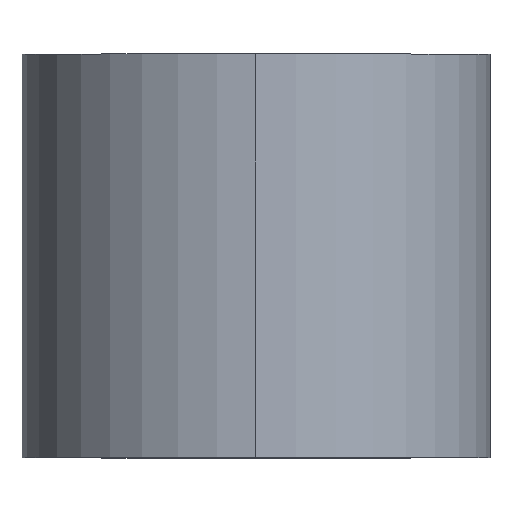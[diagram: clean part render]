
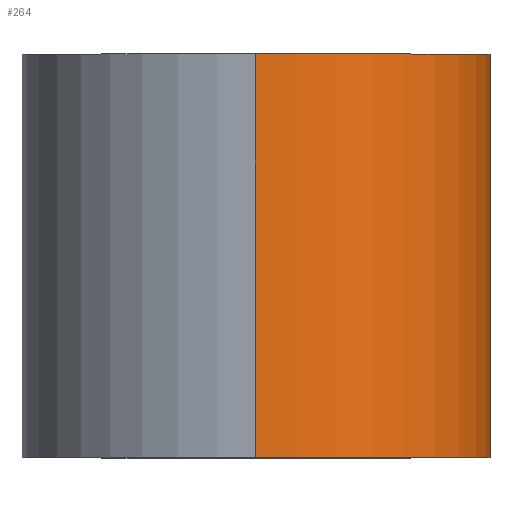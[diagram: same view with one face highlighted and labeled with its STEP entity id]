
A CAD part, top view. The second image highlights one B-rep face of the part: STEP entity #264.
In plain terms, the highlighted cylindrical face has radius 9.525 mm (diameter 19.05 mm), a partial arc.
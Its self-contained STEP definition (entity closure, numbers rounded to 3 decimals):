
#50 = CYLINDRICAL_SURFACE ( 'NONE', #391, 9.525 ) ;
#58 = DIRECTION ( 'NONE',  ( 0., 0., 1. ) ) ;
#59 = EDGE_CURVE ( 'NONE', #105, #320, #327, .T. ) ;
#80 = DIRECTION ( 'NONE',  ( 0., 0., 1. ) ) ;
#103 = ORIENTED_EDGE ( 'NONE', *, *, #59, .T. ) ;
#104 = EDGE_CURVE ( 'NONE', #105, #479, #366, .T. ) ;
#105 = VERTEX_POINT ( 'NONE', #205 ) ;
#109 = ORIENTED_EDGE ( 'NONE', *, *, #146, .T. ) ;
#126 = DIRECTION ( 'NONE',  ( 0., 1., 0. ) ) ;
#130 = ORIENTED_EDGE ( 'NONE', *, *, #195, .F. ) ;
#132 = CARTESIAN_POINT ( 'NONE',  ( 0., 8.204, -9.525 ) ) ;
#138 = ORIENTED_EDGE ( 'NONE', *, *, #104, .F. ) ;
#146 = EDGE_CURVE ( 'NONE', #320, #179, #318, .T. ) ;
#156 = CARTESIAN_POINT ( 'NONE',  ( 0., -8.204, -9.525 ) ) ;
#179 = VERTEX_POINT ( 'NONE', #132 ) ;
#195 = EDGE_CURVE ( 'NONE', #479, #179, #505, .T. ) ;
#205 = CARTESIAN_POINT ( 'NONE',  ( 0., -8.204, 9.525 ) ) ;
#239 = DIRECTION ( 'NONE',  ( 0., 1., 0. ) ) ;
#249 = CARTESIAN_POINT ( 'NONE',  ( 0., -8.204, 9.525 ) ) ;
#251 = DIRECTION ( 'NONE',  ( 0., 1., 0. ) ) ;
#264 = ADVANCED_FACE ( 'NONE', ( #380 ), #50, .T. ) ;
#271 = DIRECTION ( 'NONE',  ( 0., 1., 0. ) ) ;
#275 = CARTESIAN_POINT ( 'NONE',  ( 0., -8.204, 0. ) ) ;
#318 = LINE ( 'NONE', #414, #489 ) ;
#320 = VERTEX_POINT ( 'NONE', #156 ) ;
#322 = EDGE_LOOP ( 'NONE', ( #103, #109, #130, #138 ) ) ;
#327 = CIRCLE ( 'NONE', #496, 9.525 ) ;
#334 = CARTESIAN_POINT ( 'NONE',  ( 0., 8.204, 9.525 ) ) ;
#366 = LINE ( 'NONE', #249, #371 ) ;
#371 = VECTOR ( 'NONE', #239, 1000. ) ;
#380 = FACE_OUTER_BOUND ( 'NONE', #322, .T. ) ;
#391 = AXIS2_PLACEMENT_3D ( 'NONE', #275, #251, #58 ) ;
#401 = DIRECTION ( 'NONE',  ( 0., 0., 1. ) ) ;
#404 = DIRECTION ( 'NONE',  ( 0., 1., 0. ) ) ;
#405 = CARTESIAN_POINT ( 'NONE',  ( 0., -8.204, 0. ) ) ;
#414 = CARTESIAN_POINT ( 'NONE',  ( 0., -8.204, -9.525 ) ) ;
#433 = AXIS2_PLACEMENT_3D ( 'NONE', #434, #271, #80 ) ;
#434 = CARTESIAN_POINT ( 'NONE',  ( 0., 8.204, 0. ) ) ;
#479 = VERTEX_POINT ( 'NONE', #334 ) ;
#489 = VECTOR ( 'NONE', #126, 1000. ) ;
#496 = AXIS2_PLACEMENT_3D ( 'NONE', #405, #404, #401 ) ;
#505 = CIRCLE ( 'NONE', #433, 9.525 ) ;
